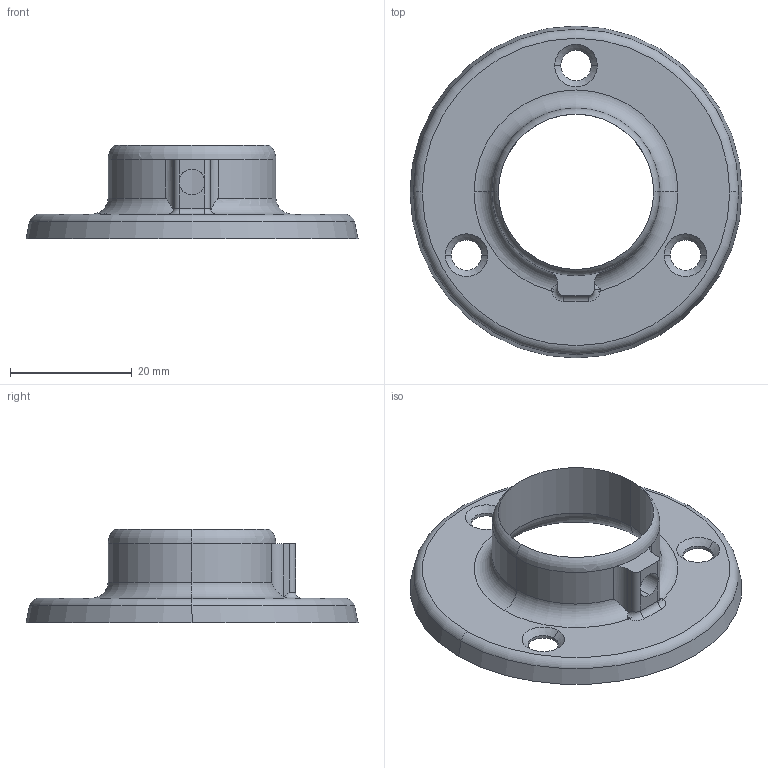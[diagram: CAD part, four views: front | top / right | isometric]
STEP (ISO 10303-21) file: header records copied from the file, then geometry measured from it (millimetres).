
FILE_DESCRIPTION (( 'STEP AP214' ), '1' );
FILE_NAME ('F005026_3D.step', '2022-08-15T13:40:00', ( '' ), ( '' ), 'SwSTEP 2.0', 'SolidWorks 2020', '' );
FILE_SCHEMA (( 'AUTOMOTIVE_DESIGN' ));
Length unit declared in the file: millimetre
Products named in the file (1): F005026_3D
Bounding box: 54.5 x 54.5 x 15.31 mm (x, y, z)
Volume: 3749.4 mm3; surface area: 6146.6 mm2
Topology: 1 solids, 1 shells, 50 faces, 125 edges, 75 vertices
Faces by surface type: cylinder 18, torus 13, cone 10, plane 9
Entity records: 1697 total; most frequent: CARTESIAN_POINT 387, DIRECTION 291, ORIENTED_EDGE 250, AXIS2_PLACEMENT_3D 127, EDGE_CURVE 125, CIRCLE 76, VERTEX_POINT 75, EDGE_LOOP 60
